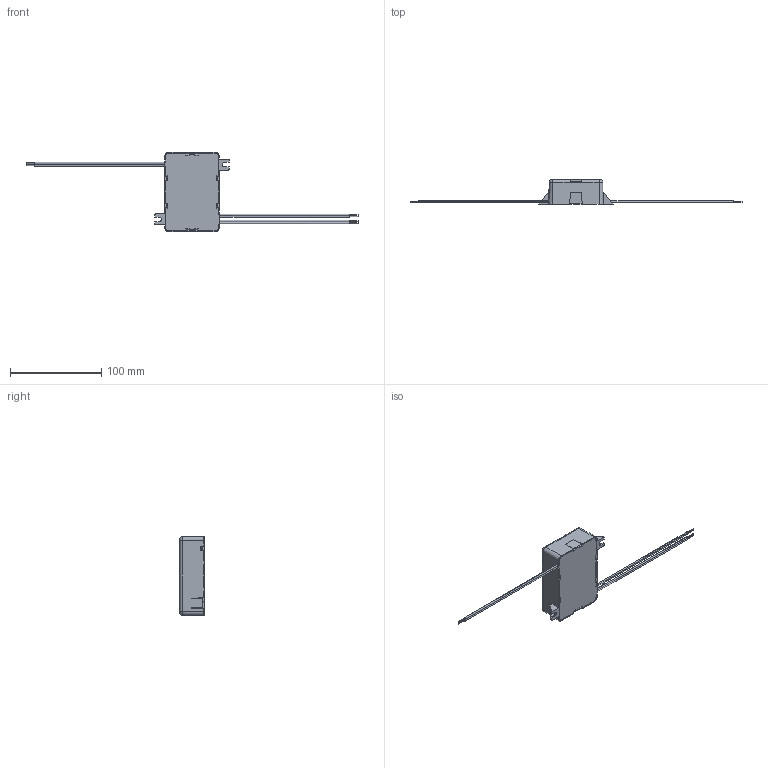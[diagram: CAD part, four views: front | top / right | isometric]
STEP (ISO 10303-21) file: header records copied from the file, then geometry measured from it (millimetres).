
FILE_DESCRIPTION (( 'STEP AP214' ), '1' );
FILE_NAME ('ERIS-P CASE ASSY_27MM.STP', '2015-02-07T15:36:13', ( 'Rex' ), ( '' ), 'SwSTEP 2.0', 'SolidWorks 2013', '' );
FILE_SCHEMA (( 'AUTOMOTIVE_DESIGN' ));
Length unit declared in the file: millimetre
Products named in the file (5): OUTPUT-WIRES_ERIS-P; INPUT-WIRES_ERIS-P; 7500-01273C (CASE COVER, PLASTIC, SNAP-FIT,WITH TABS); 7500-01272C (CASE BASE, PLASTIC, SNAP-FIT,WITH TABS); ERIS-P CASE ASSY_27MM
Assembly tree (4 placements, depth 2):
  ERIS-P CASE ASSY_27MM
    7500-01272C (CASE BASE, PLASTIC, SNAP-FIT,WITH TABS)
    7500-01273C (CASE COVER, PLASTIC, SNAP-FIT,WITH TABS)
    INPUT-WIRES_ERIS-P
    OUTPUT-WIRES_ERIS-P
Bounding box: 363.9 x 27.2 x 87 mm (x, y, z)
Volume: 32830.7 mm3; surface area: 42330.8 mm2
Topology: 8 solids, 8 shells, 505 faces, 1331 edges, 848 vertices
Faces by surface type: plane 288, cylinder 115, bspline 58, cone 22, torus 14, sphere 8
Entity records: 19174 total; most frequent: CARTESIAN_POINT 6535, ORIENTED_EDGE 2658, DIRECTION 2262, EDGE_CURVE 1329, LINE 872, VECTOR 872, VERTEX_POINT 848, AXIS2_PLACEMENT_3D 695
